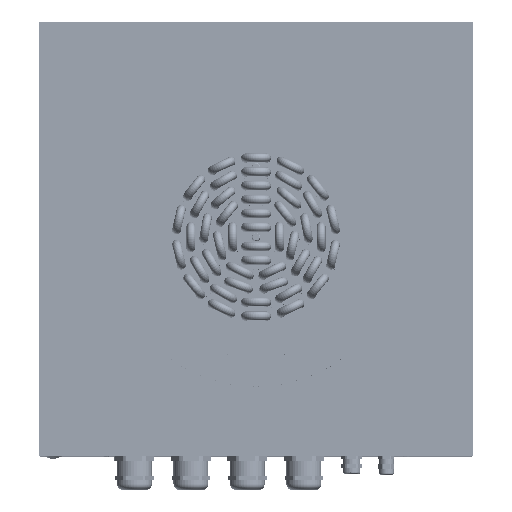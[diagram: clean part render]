
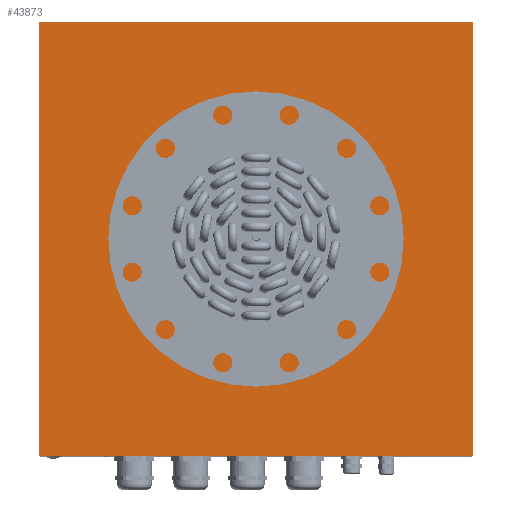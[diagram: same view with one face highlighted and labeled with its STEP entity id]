
A CAD part, top view. The second image highlights one B-rep face of the part: STEP entity #43873.
In plain terms, the highlighted face is planar.
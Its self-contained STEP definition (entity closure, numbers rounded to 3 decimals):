
#106 = DIRECTION ( 'NONE',  ( -1., 0., 0. ) ) ;
#445 = DIRECTION ( 'NONE',  ( 0., 0., 1. ) ) ;
#7061 = ORIENTED_EDGE ( 'NONE', *, *, #87711, .T. ) ;
#12290 = VERTEX_POINT ( 'NONE', #67734 ) ;
#12576 = CARTESIAN_POINT ( 'NONE',  ( 248., -248., -4. ) ) ;
#13186 = VERTEX_POINT ( 'NONE', #168769 ) ;
#14767 = AXIS2_PLACEMENT_3D ( 'NONE', #12576, #165189, #29539 ) ;
#17043 = EDGE_CURVE ( 'NONE', #42744, #12290, #174339, .T. ) ;
#18127 = FACE_OUTER_BOUND ( 'NONE', #72560, .T. ) ;
#22706 = CARTESIAN_POINT ( 'NONE',  ( 0., 0., -4. ) ) ;
#23872 = EDGE_CURVE ( 'NONE', #101943, #163878, #140159, .T. ) ;
#24386 = CARTESIAN_POINT ( 'NONE',  ( -250., 248., -4. ) ) ;
#24480 = DIRECTION ( 'NONE',  ( 0., 0., 1. ) ) ;
#24618 = VECTOR ( 'NONE', #127624, 1000. ) ;
#27375 = DIRECTION ( 'NONE',  ( 0., 1., 0. ) ) ;
#28087 = CARTESIAN_POINT ( 'NONE',  ( -250., 248., -4. ) ) ;
#28191 = VECTOR ( 'NONE', #27375, 1000. ) ;
#28902 = CARTESIAN_POINT ( 'NONE',  ( -248., -250., -4. ) ) ;
#29539 = DIRECTION ( 'NONE',  ( 1., 0., 0. ) ) ;
#32636 = ORIENTED_EDGE ( 'NONE', *, *, #52171, .F. ) ;
#33409 = VERTEX_POINT ( 'NONE', #24386 ) ;
#33569 = DIRECTION ( 'NONE',  ( 1., 0., 0. ) ) ;
#35043 = EDGE_LOOP ( 'NONE', ( #95902, #7061 ) ) ;
#35520 = VECTOR ( 'NONE', #106, 1000. ) ;
#35606 = CARTESIAN_POINT ( 'NONE',  ( -248., -250., -4. ) ) ;
#35769 = ORIENTED_EDGE ( 'NONE', *, *, #70152, .F. ) ;
#36392 = DIRECTION ( 'NONE',  ( -1., 0., 0. ) ) ;
#41272 = LINE ( 'NONE', #68892, #35520 ) ;
#41713 = CARTESIAN_POINT ( 'NONE',  ( 0., 0., -4. ) ) ;
#41715 = AXIS2_PLACEMENT_3D ( 'NONE', #118430, #65769, #36392 ) ;
#42744 = VERTEX_POINT ( 'NONE', #148963 ) ;
#43873 = ADVANCED_FACE ( 'NONE', ( #166351, #18127 ), #55688, .T. ) ;
#44078 = DIRECTION ( 'NONE',  ( 0., 0., -1. ) ) ;
#44245 = AXIS2_PLACEMENT_3D ( 'NONE', #86016, #44078, #153788 ) ;
#52171 = EDGE_CURVE ( 'NONE', #146292, #101943, #52383, .T. ) ;
#52383 = CIRCLE ( 'NONE', #174936, 2. ) ;
#53092 = DIRECTION ( 'NONE',  ( 0., -1., 0. ) ) ;
#55688 = PLANE ( 'NONE',  #44245 ) ;
#65769 = DIRECTION ( 'NONE',  ( 0., 0., 1. ) ) ;
#66665 = LINE ( 'NONE', #149616, #28191 ) ;
#67734 = CARTESIAN_POINT ( 'NONE',  ( -110.55, 0., -4. ) ) ;
#67791 = VERTEX_POINT ( 'NONE', #151072 ) ;
#68892 = CARTESIAN_POINT ( 'NONE',  ( -248., 250., -4. ) ) ;
#70152 = EDGE_CURVE ( 'NONE', #89090, #67791, #41272, .T. ) ;
#72560 = EDGE_LOOP ( 'NONE', ( #94511, #175107, #100845, #115958, #32636, #165233, #82526, #35769 ) ) ;
#75932 = CIRCLE ( 'NONE', #41715, 2. ) ;
#81150 = AXIS2_PLACEMENT_3D ( 'NONE', #95950, #445, #110234 ) ;
#82526 = ORIENTED_EDGE ( 'NONE', *, *, #103468, .F. ) ;
#86016 = CARTESIAN_POINT ( 'NONE',  ( 248., 248., -4. ) ) ;
#87711 = EDGE_CURVE ( 'NONE', #12290, #42744, #90575, .T. ) ;
#89090 = VERTEX_POINT ( 'NONE', #171573 ) ;
#90575 = CIRCLE ( 'NONE', #158928, 110.55 ) ;
#92556 = CARTESIAN_POINT ( 'NONE',  ( 248., -250., -4. ) ) ;
#94511 = ORIENTED_EDGE ( 'NONE', *, *, #134449, .F. ) ;
#95902 = ORIENTED_EDGE ( 'NONE', *, *, #17043, .T. ) ;
#95950 = CARTESIAN_POINT ( 'NONE',  ( -248., 248., -4. ) ) ;
#98216 = CIRCLE ( 'NONE', #81150, 2. ) ;
#100845 = ORIENTED_EDGE ( 'NONE', *, *, #170138, .F. ) ;
#101943 = VERTEX_POINT ( 'NONE', #35606 ) ;
#103468 = EDGE_CURVE ( 'NONE', #67791, #33409, #98216, .T. ) ;
#105414 = VECTOR ( 'NONE', #53092, 1000. ) ;
#107496 = CARTESIAN_POINT ( 'NONE',  ( -250., -248., -4. ) ) ;
#109312 = LINE ( 'NONE', #28087, #105414 ) ;
#110234 = DIRECTION ( 'NONE',  ( 1., 0., 0. ) ) ;
#115958 = ORIENTED_EDGE ( 'NONE', *, *, #23872, .F. ) ;
#118430 = CARTESIAN_POINT ( 'NONE',  ( 248., 248., -4. ) ) ;
#121404 = CARTESIAN_POINT ( 'NONE',  ( 250., 248., -4. ) ) ;
#122887 = DIRECTION ( 'NONE',  ( 1., 0., 0. ) ) ;
#123074 = CIRCLE ( 'NONE', #14767, 2. ) ;
#127624 = DIRECTION ( 'NONE',  ( 1., 0., 0. ) ) ;
#133245 = EDGE_CURVE ( 'NONE', #13186, #158701, #66665, .T. ) ;
#134449 = EDGE_CURVE ( 'NONE', #158701, #89090, #75932, .T. ) ;
#140159 = LINE ( 'NONE', #28902, #24618 ) ;
#146292 = VERTEX_POINT ( 'NONE', #107496 ) ;
#148963 = CARTESIAN_POINT ( 'NONE',  ( 110.55, 0., -4. ) ) ;
#149616 = CARTESIAN_POINT ( 'NONE',  ( 250., 248., -4. ) ) ;
#150149 = EDGE_CURVE ( 'NONE', #33409, #146292, #109312, .T. ) ;
#151072 = CARTESIAN_POINT ( 'NONE',  ( -248., 250., -4. ) ) ;
#153788 = DIRECTION ( 'NONE',  ( -1., 0., 0. ) ) ;
#158701 = VERTEX_POINT ( 'NONE', #121404 ) ;
#158928 = AXIS2_PLACEMENT_3D ( 'NONE', #22706, #24480, #161011 ) ;
#161011 = DIRECTION ( 'NONE',  ( 1., 0., 0. ) ) ;
#161290 = DIRECTION ( 'NONE',  ( 0., 0., 1. ) ) ;
#163878 = VERTEX_POINT ( 'NONE', #92556 ) ;
#165189 = DIRECTION ( 'NONE',  ( 0., 0., 1. ) ) ;
#165233 = ORIENTED_EDGE ( 'NONE', *, *, #150149, .F. ) ;
#166351 = FACE_BOUND ( 'NONE', #35043, .T. ) ;
#167451 = CARTESIAN_POINT ( 'NONE',  ( -248., -248., -4. ) ) ;
#168330 = DIRECTION ( 'NONE',  ( 0., 0., 1. ) ) ;
#168662 = AXIS2_PLACEMENT_3D ( 'NONE', #41713, #161290, #122887 ) ;
#168769 = CARTESIAN_POINT ( 'NONE',  ( 250., -248., -4. ) ) ;
#170138 = EDGE_CURVE ( 'NONE', #163878, #13186, #123074, .T. ) ;
#171573 = CARTESIAN_POINT ( 'NONE',  ( 248., 250., -4. ) ) ;
#174339 = CIRCLE ( 'NONE', #168662, 110.55 ) ;
#174936 = AXIS2_PLACEMENT_3D ( 'NONE', #167451, #168330, #33569 ) ;
#175107 = ORIENTED_EDGE ( 'NONE', *, *, #133245, .F. ) ;
